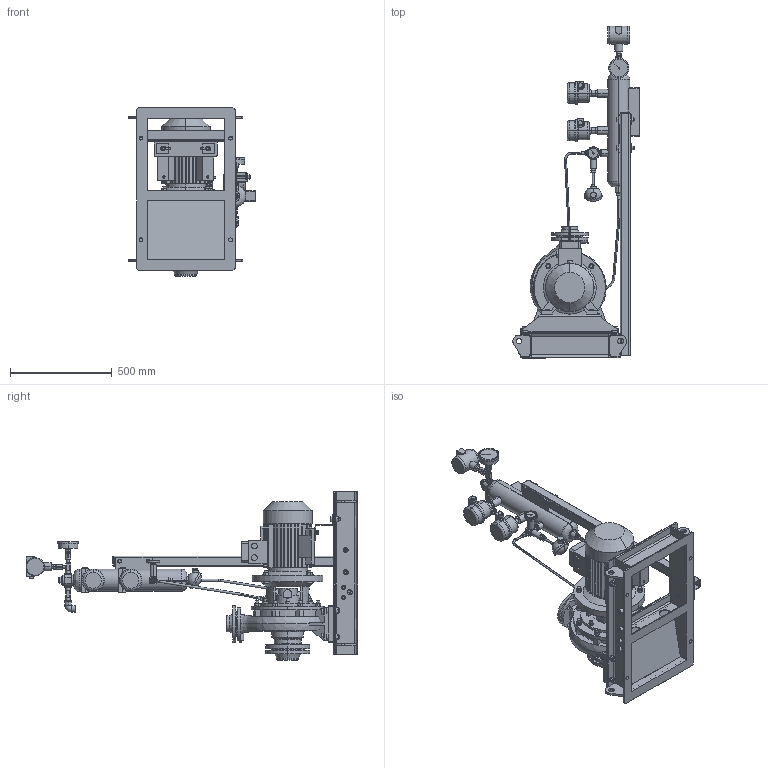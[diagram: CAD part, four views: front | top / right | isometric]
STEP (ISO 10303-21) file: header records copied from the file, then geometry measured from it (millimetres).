
FILE_DESCRIPTION (( 'STEP AP203' ), '1' );
FILE_NAME ('221-217-55Ò-ÐÑ2-47-02.step', '2023-07-26T15:20:52', ( 'adb' ), ( '' ), 'SwSTEP 2.0', 'SolidWorks 2016', '' );
FILE_SCHEMA (( 'CONFIG_CONTROL_DESIGN' ));
Products named in the file (1): 221-217-55Ò-ÐÑ2-47-02
Bounding box: 620.8 x 1630.5 x 830 mm (x, y, z)
Volume: 42853258.4 mm3; surface area: 5596748.1 mm2
Topology: 32 solids, 54 shells, 3371 faces, 8519 edges, 5485 vertices
Faces by surface type: plane 1716, cylinder 1229, cone 312, torus 63, bspline 41, sphere 10
Entity records: 118129 total; most frequent: CARTESIAN_POINT 36214, DIRECTION 17218, ORIENTED_EDGE 17006, EDGE_CURVE 8503, AXIS2_PLACEMENT_3D 6525, VERTEX_POINT 5479, VECTOR 4168, LINE 4168
